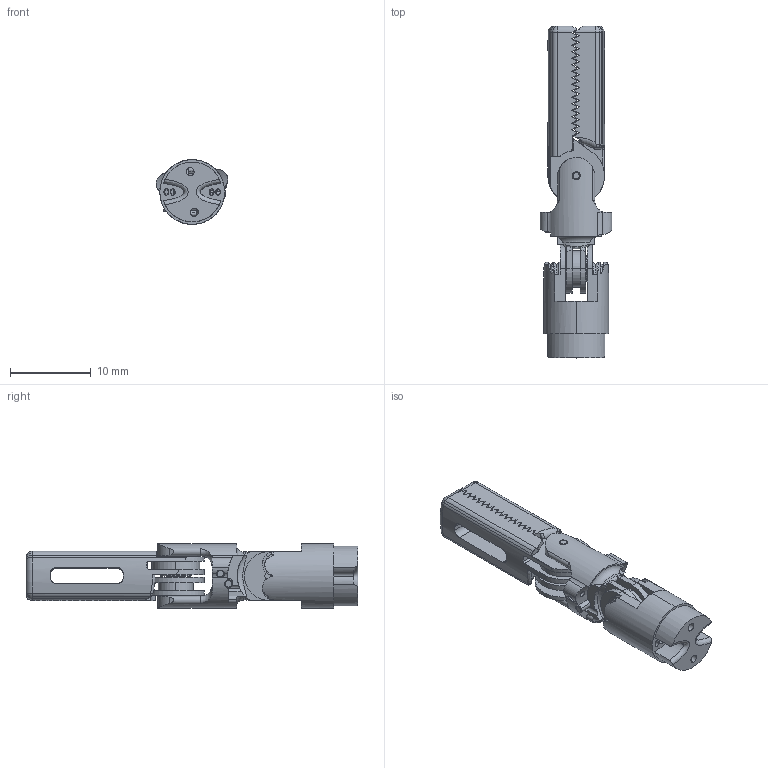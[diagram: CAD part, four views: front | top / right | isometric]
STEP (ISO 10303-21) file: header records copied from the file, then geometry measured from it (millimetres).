
FILE_DESCRIPTION (( 'STEP AP214' ), '1' );
FILE_NAME ('end_effector_fenestrated.STEP', '2022-12-30T03:28:26', ( '' ), ( '' ), 'SwSTEP 2.0', 'SolidWorks 2019', '' );
FILE_SCHEMA (( 'AUTOMOTIVE_DESIGN' ));
Length unit declared in the file: millimetre
Products named in the file (10): end_effector_fenestrated; ee_base_link; ee_pitch_link; fenestrated_jaw_link_a; shaft_M1_4mm; washer_M1_D3_8_L03; fenestrated_jaw_link_b; shaft_M1_8mm; bearing_682_M1_D3_L1; washer_M1_D3_2_L025
Assembly tree (17 placements, depth 2):
  end_effector_fenestrated
    ee_base_link
    ee_pitch_link
    fenestrated_jaw_link_a
    fenestrated_jaw_link_b
    bearing_682_M1_D3_L1  x4
    washer_M1_D3_2_L025  x4
    washer_M1_D3_8_L03
    shaft_M1_8mm  x3
    shaft_M1_4mm
Bounding box: 8.85 x 41 x 8 mm (x, y, z)
Volume: 1298.9 mm3; surface area: 2508.3 mm2
Topology: 17 solids, 17 shells, 711 faces, 1918 edges, 1222 vertices
Faces by surface type: plane 299, cylinder 232, torus 98, bspline 42, cone 32, sphere 8
Entity records: 22447 total; most frequent: CARTESIAN_POINT 6512, ORIENTED_EDGE 3474, DIRECTION 3002, EDGE_CURVE 1737, VERTEX_POINT 1122, AXIS2_PLACEMENT_3D 1058, LINE 886, VECTOR 886
